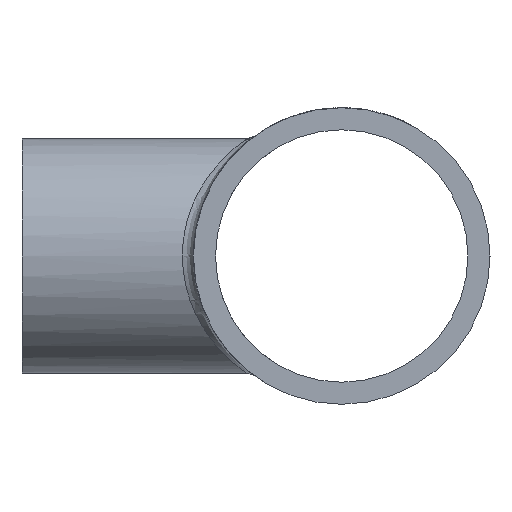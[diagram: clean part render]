
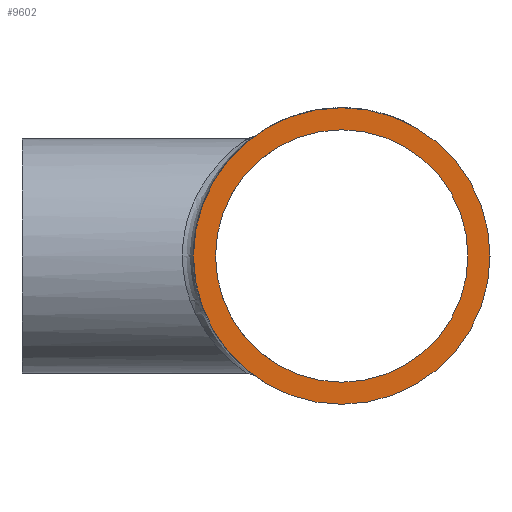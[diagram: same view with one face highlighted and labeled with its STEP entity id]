
A CAD part, left-side view. The second image highlights one B-rep face of the part: STEP entity #9602.
In plain terms, the highlighted planar face has unit normal (-1, 0, 0).
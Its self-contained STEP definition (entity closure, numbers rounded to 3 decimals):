
#270 = DIRECTION ( 'NONE',  ( -1., 0., 0. ) ) ;
#1276 = EDGE_LOOP ( 'NONE', ( #9992 ) ) ;
#1334 = DIRECTION ( 'NONE',  ( 0., 0., 1. ) ) ;
#1379 = DIRECTION ( 'NONE',  ( 0., 0., 1. ) ) ;
#2787 = CARTESIAN_POINT ( 'NONE',  ( -29., 0., 0. ) ) ;
#2876 = DIRECTION ( 'NONE',  ( -1., 0., 0. ) ) ;
#3488 = CIRCLE ( 'NONE', #9588, 11.45 ) ;
#4798 = ORIENTED_EDGE ( 'NONE', *, *, #10204, .T. ) ;
#4911 = VERTEX_POINT ( 'NONE', #4919 ) ;
#4919 = CARTESIAN_POINT ( 'NONE',  ( -29., 0., 11.45 ) ) ;
#4996 = FACE_OUTER_BOUND ( 'NONE', #8909, .T. ) ;
#5298 = AXIS2_PLACEMENT_3D ( 'NONE', #6623, #8769, #1379 ) ;
#6623 = CARTESIAN_POINT ( 'NONE',  ( -29., 0., 0. ) ) ;
#6816 = AXIS2_PLACEMENT_3D ( 'NONE', #13010, #270, #1334 ) ;
#7704 = PLANE ( 'NONE',  #5298 ) ;
#8396 = VERTEX_POINT ( 'NONE', #10272 ) ;
#8647 = CIRCLE ( 'NONE', #6816, 13.45 ) ;
#8769 = DIRECTION ( 'NONE',  ( -1., 0., 0. ) ) ;
#8909 = EDGE_LOOP ( 'NONE', ( #4798 ) ) ;
#9030 = EDGE_CURVE ( 'NONE', #4911, #4911, #3488, .T. ) ;
#9588 = AXIS2_PLACEMENT_3D ( 'NONE', #2787, #2876, #13410 ) ;
#9602 = ADVANCED_FACE ( 'NONE', ( #10161, #4996 ), #7704, .T. ) ;
#9992 = ORIENTED_EDGE ( 'NONE', *, *, #9030, .F. ) ;
#10161 = FACE_BOUND ( 'NONE', #1276, .T. ) ;
#10204 = EDGE_CURVE ( 'NONE', #8396, #8396, #8647, .T. ) ;
#10272 = CARTESIAN_POINT ( 'NONE',  ( -29., 0., 13.45 ) ) ;
#13010 = CARTESIAN_POINT ( 'NONE',  ( -29., 0., 0. ) ) ;
#13410 = DIRECTION ( 'NONE',  ( 0., 0., 1. ) ) ;
